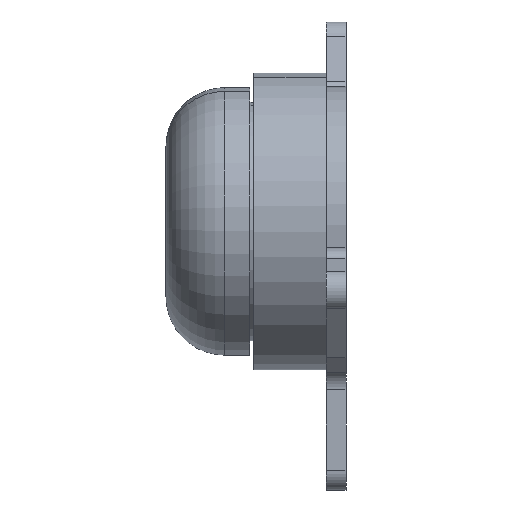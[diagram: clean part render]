
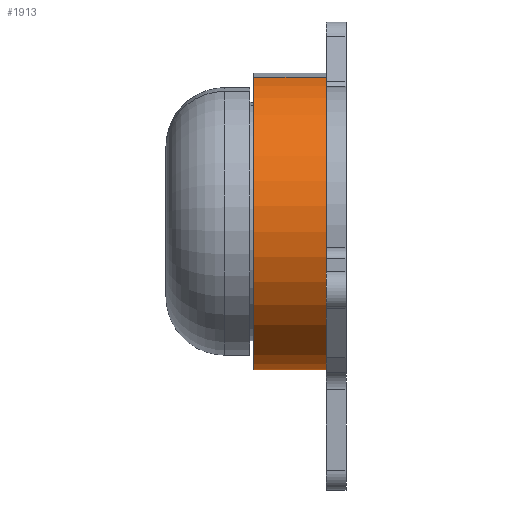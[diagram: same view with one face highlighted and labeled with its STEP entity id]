
A CAD part, left-side view. The second image highlights one B-rep face of the part: STEP entity #1913.
In plain terms, the highlighted cylindrical face has radius 38 mm (diameter 76 mm), a partial arc.
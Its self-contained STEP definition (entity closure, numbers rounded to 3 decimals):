
#170 = EDGE_CURVE ( 'NONE', #2735, #1999, #1327, .T. ) ;
#222 = CARTESIAN_POINT ( 'NONE',  ( 0., 0., 38. ) ) ;
#299 = DIRECTION ( 'NONE',  ( 0., 0., 1. ) ) ;
#422 = CARTESIAN_POINT ( 'NONE',  ( 0., 18.6, 38. ) ) ;
#446 = CYLINDRICAL_SURFACE ( 'NONE', #2714, 38. ) ;
#634 = VERTEX_POINT ( 'NONE', #2611 ) ;
#655 = AXIS2_PLACEMENT_3D ( 'NONE', #2687, #732, #2635 ) ;
#732 = DIRECTION ( 'NONE',  ( 0., 1., 0. ) ) ;
#784 = CARTESIAN_POINT ( 'NONE',  ( 0., 41., -38. ) ) ;
#972 = CARTESIAN_POINT ( 'NONE',  ( 0., 41., 0. ) ) ;
#1113 = EDGE_CURVE ( 'NONE', #634, #2284, #2999, .T. ) ;
#1171 = LINE ( 'NONE', #2847, #1235 ) ;
#1235 = VECTOR ( 'NONE', #2483, 1000. ) ;
#1283 = CARTESIAN_POINT ( 'NONE',  ( 0., 0., -38. ) ) ;
#1327 = CIRCLE ( 'NONE', #3290, 38. ) ;
#1913 = ADVANCED_FACE ( 'NONE', ( #3443 ), #446, .T. ) ;
#1991 = DIRECTION ( 'NONE',  ( 0., 1., 0. ) ) ;
#1999 = VERTEX_POINT ( 'NONE', #222 ) ;
#2073 = DIRECTION ( 'NONE',  ( 0., 1., 0. ) ) ;
#2215 = EDGE_LOOP ( 'NONE', ( #2548, #3220, #2391, #3101 ) ) ;
#2284 = VERTEX_POINT ( 'NONE', #422 ) ;
#2391 = ORIENTED_EDGE ( 'NONE', *, *, #3152, .T. ) ;
#2396 = LINE ( 'NONE', #784, #2956 ) ;
#2470 = EDGE_CURVE ( 'NONE', #2735, #634, #2396, .T. ) ;
#2483 = DIRECTION ( 'NONE',  ( 0., 1., 0. ) ) ;
#2548 = ORIENTED_EDGE ( 'NONE', *, *, #2470, .F. ) ;
#2611 = CARTESIAN_POINT ( 'NONE',  ( 0., 18.6, -38. ) ) ;
#2635 = DIRECTION ( 'NONE',  ( 0., 0., 1. ) ) ;
#2687 = CARTESIAN_POINT ( 'NONE',  ( 0., 18.6, 0. ) ) ;
#2714 = AXIS2_PLACEMENT_3D ( 'NONE', #972, #2073, #3167 ) ;
#2735 = VERTEX_POINT ( 'NONE', #1283 ) ;
#2814 = CARTESIAN_POINT ( 'NONE',  ( 0., 0., 0. ) ) ;
#2847 = CARTESIAN_POINT ( 'NONE',  ( 0., 41., 38. ) ) ;
#2956 = VECTOR ( 'NONE', #2980, 1000. ) ;
#2980 = DIRECTION ( 'NONE',  ( 0., 1., 0. ) ) ;
#2999 = CIRCLE ( 'NONE', #655, 38. ) ;
#3101 = ORIENTED_EDGE ( 'NONE', *, *, #1113, .F. ) ;
#3152 = EDGE_CURVE ( 'NONE', #1999, #2284, #1171, .T. ) ;
#3167 = DIRECTION ( 'NONE',  ( 0., 0., 1. ) ) ;
#3220 = ORIENTED_EDGE ( 'NONE', *, *, #170, .T. ) ;
#3290 = AXIS2_PLACEMENT_3D ( 'NONE', #2814, #1991, #299 ) ;
#3443 = FACE_OUTER_BOUND ( 'NONE', #2215, .T. ) ;
